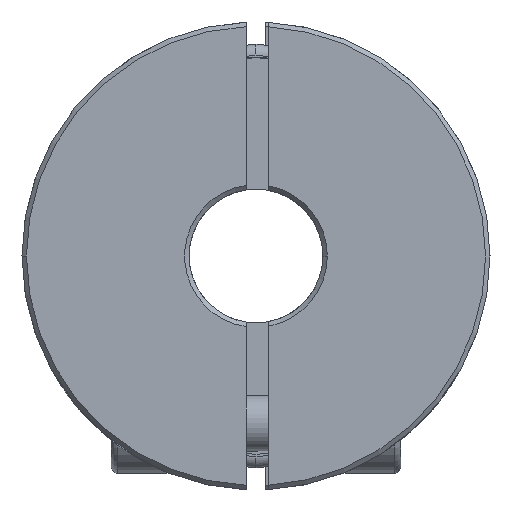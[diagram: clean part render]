
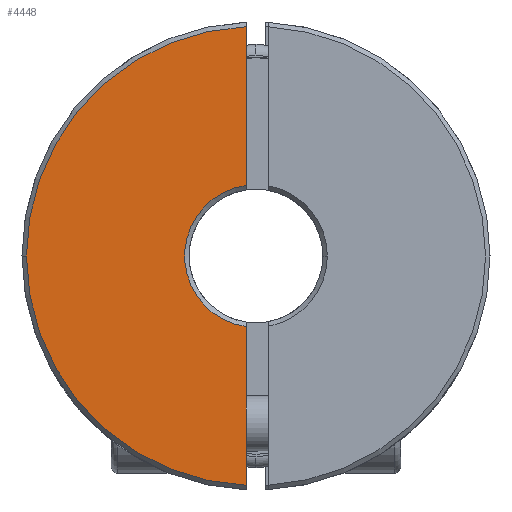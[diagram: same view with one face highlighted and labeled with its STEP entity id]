
A CAD part, front view. The second image highlights one B-rep face of the part: STEP entity #4448.
In plain terms, the highlighted planar face has unit normal (0, -1, 0).
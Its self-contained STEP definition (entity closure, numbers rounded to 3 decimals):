
#89 = CIRCLE ( 'NONE', #168, 10.3 ) ;
#168 = AXIS2_PLACEMENT_3D ( 'NONE', #6213, #1256, #6693 ) ;
#866 = DIRECTION ( 'NONE',  ( 1., 0., 0. ) ) ;
#973 = CARTESIAN_POINT ( 'NONE',  ( 0., -2.185, 0. ) ) ;
#1001 = CARTESIAN_POINT ( 'NONE',  ( 0., -2.185, 0. ) ) ;
#1006 = EDGE_CURVE ( 'NONE', #1982, #3848, #4028, .T. ) ;
#1256 = DIRECTION ( 'NONE',  ( 0., -1., 0. ) ) ;
#1331 = DIRECTION ( 'NONE',  ( 1., 0., 0. ) ) ;
#1740 = ORIENTED_EDGE ( 'NONE', *, *, #3140, .T. ) ;
#1982 = VERTEX_POINT ( 'NONE', #7392 ) ;
#2022 = CIRCLE ( 'NONE', #5758, 3.2 ) ;
#2292 = EDGE_CURVE ( 'NONE', #1982, #3087, #6853, .T. ) ;
#2433 = CARTESIAN_POINT ( 'NONE',  ( -0.437, -2.185, -10.291 ) ) ;
#2637 = EDGE_LOOP ( 'NONE', ( #7099, #5875, #7323, #6350, #1740 ) ) ;
#3017 = DIRECTION ( 'NONE',  ( 1., 0., 0. ) ) ;
#3087 = VERTEX_POINT ( 'NONE', #6107 ) ;
#3140 = EDGE_CURVE ( 'NONE', #6898, #3087, #2022, .T. ) ;
#3196 = CARTESIAN_POINT ( 'NONE',  ( -0.437, -2.185, -3.17 ) ) ;
#3590 = FACE_OUTER_BOUND ( 'NONE', #2637, .T. ) ;
#3652 = AXIS2_PLACEMENT_3D ( 'NONE', #1001, #5174, #1331 ) ;
#3686 = DIRECTION ( 'NONE',  ( 0., 0., -1. ) ) ;
#3763 = VECTOR ( 'NONE', #3686, 1000. ) ;
#3839 = DIRECTION ( 'NONE',  ( 0., 1., 0. ) ) ;
#3848 = VERTEX_POINT ( 'NONE', #4408 ) ;
#3977 = AXIS2_PLACEMENT_3D ( 'NONE', #973, #6558, #3017 ) ;
#4028 = CIRCLE ( 'NONE', #3652, 10.3 ) ;
#4408 = CARTESIAN_POINT ( 'NONE',  ( -10.3, -2.185, 0. ) ) ;
#4448 = ADVANCED_FACE ( 'NONE', ( #3590 ), #7614, .T. ) ;
#4956 = EDGE_CURVE ( 'NONE', #6898, #6207, #5359, .T. ) ;
#5174 = DIRECTION ( 'NONE',  ( 0., -1., 0. ) ) ;
#5288 = VECTOR ( 'NONE', #6042, 1000. ) ;
#5359 = LINE ( 'NONE', #6641, #3763 ) ;
#5399 = CARTESIAN_POINT ( 'NONE',  ( -0.438, -2.185, 10.491 ) ) ;
#5758 = AXIS2_PLACEMENT_3D ( 'NONE', #7411, #3839, #866 ) ;
#5875 = ORIENTED_EDGE ( 'NONE', *, *, #1006, .T. ) ;
#6042 = DIRECTION ( 'NONE',  ( 0., 0., -1. ) ) ;
#6107 = CARTESIAN_POINT ( 'NONE',  ( -0.437, -2.185, 3.17 ) ) ;
#6207 = VERTEX_POINT ( 'NONE', #2433 ) ;
#6213 = CARTESIAN_POINT ( 'NONE',  ( 0., -2.185, 0. ) ) ;
#6350 = ORIENTED_EDGE ( 'NONE', *, *, #4956, .F. ) ;
#6558 = DIRECTION ( 'NONE',  ( 0., -1., 0. ) ) ;
#6641 = CARTESIAN_POINT ( 'NONE',  ( -0.438, -2.185, 10.491 ) ) ;
#6693 = DIRECTION ( 'NONE',  ( 1., 0., 0. ) ) ;
#6853 = LINE ( 'NONE', #5399, #5288 ) ;
#6887 = EDGE_CURVE ( 'NONE', #3848, #6207, #89, .T. ) ;
#6898 = VERTEX_POINT ( 'NONE', #3196 ) ;
#7099 = ORIENTED_EDGE ( 'NONE', *, *, #2292, .F. ) ;
#7323 = ORIENTED_EDGE ( 'NONE', *, *, #6887, .T. ) ;
#7392 = CARTESIAN_POINT ( 'NONE',  ( -0.438, -2.185, 10.291 ) ) ;
#7411 = CARTESIAN_POINT ( 'NONE',  ( 0., -2.185, 0. ) ) ;
#7614 = PLANE ( 'NONE',  #3977 ) ;
